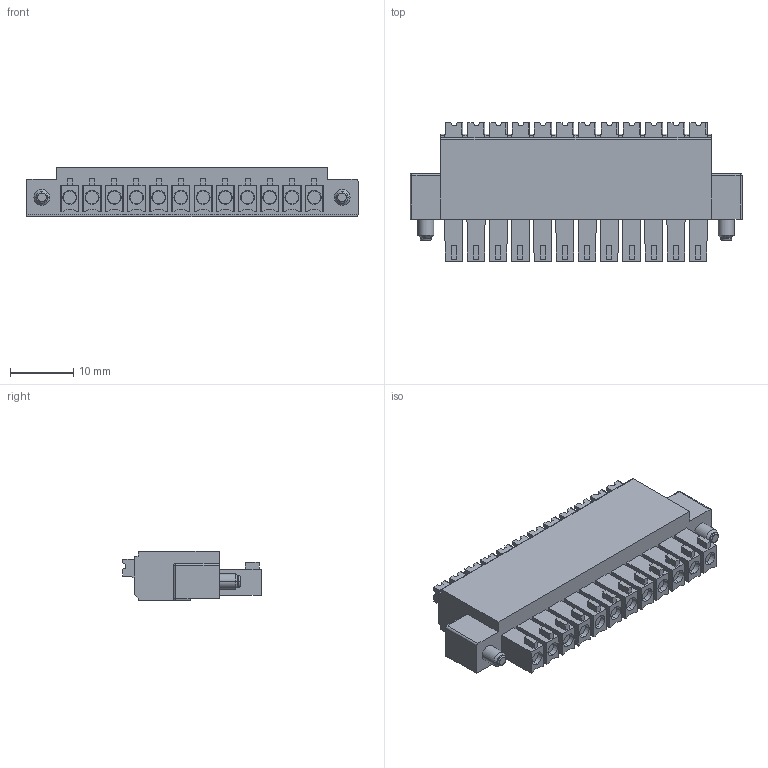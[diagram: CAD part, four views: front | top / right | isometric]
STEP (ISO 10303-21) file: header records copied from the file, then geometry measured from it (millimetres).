
FILE_DESCRIPTION((''),'2;1');
FILE_NAME('12','2020-06-17T',('P'),(''),'PRO/ENGINEER BY PARAMETRIC TECHNOLOGY CORPORATION, 2012360','PRO/ENGINEER BY PARAMETRIC TECHNOLOGY CORPORATION, 2012360','');
FILE_SCHEMA(('AUTOMOTIVE_DESIGN { 1 0 10303 214 1 1 1 1 }'));
Length unit declared in the file: millimetre
Products named in the file (1): 12
Bounding box: 52.3 x 21.8 x 7.8 mm (x, y, z)
Volume: 5561.4 mm3; surface area: 4022.2 mm2
Topology: 1 solids, 1 shells, 735 faces, 2178 edges, 1481 vertices
Faces by surface type: plane 562, cylinder 121, cone 40, torus 8, sphere 4
Entity records: 24768 total; most frequent: CARTESIAN_POINT 4694, ORIENTED_EDGE 4348, DIRECTION 3973, EDGE_CURVE 2174, VECTOR 1605, LINE 1605, VERTEX_POINT 1481, AXIS2_PLACEMENT_3D 1184
